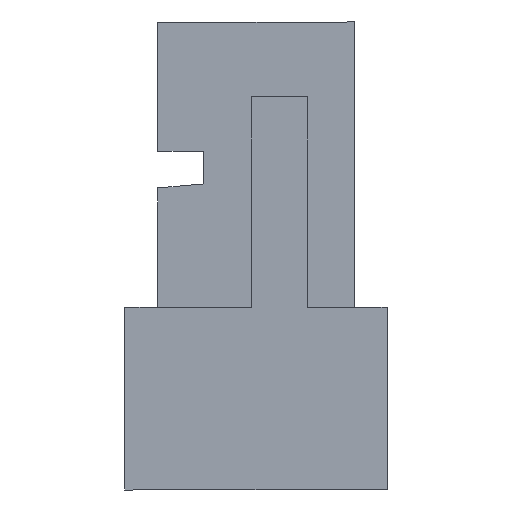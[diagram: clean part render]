
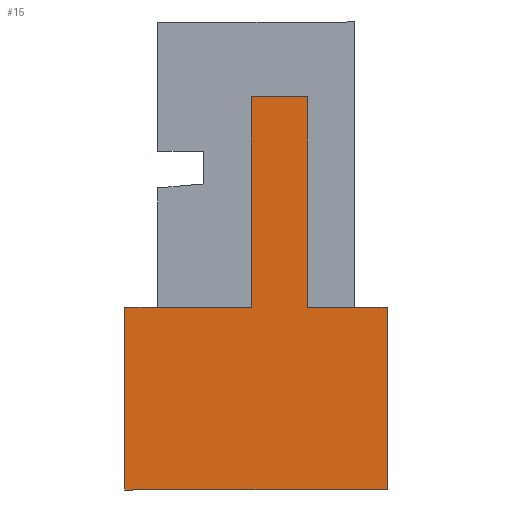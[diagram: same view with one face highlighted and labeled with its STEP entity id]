
A CAD part, left-side view. The second image highlights one B-rep face of the part: STEP entity #15.
In plain terms, the highlighted planar face has unit normal (-1, 0, 0).
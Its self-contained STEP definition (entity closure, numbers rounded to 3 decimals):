
#11 = EDGE_LOOP ( 'NONE', ( #320, #323, #326, #238, #241, #6658, #6659, #6655 ) ) ;
#12 = VERTEX_POINT ( 'NONE', #1632 ) ;
#15 = ADVANCED_FACE ( 'NONE', ( #1626 ), #1664, .F. ) ;
#237 = VERTEX_POINT ( 'NONE', #2265 ) ;
#238 = ORIENTED_EDGE ( 'NONE', *, *, #239, .T. ) ;
#239 = EDGE_CURVE ( 'NONE', #237, #240, #2264, .T. ) ;
#240 = VERTEX_POINT ( 'NONE', #2260 ) ;
#241 = ORIENTED_EDGE ( 'NONE', *, *, #242, .F. ) ;
#242 = EDGE_CURVE ( 'NONE', #243, #240, #2259, .T. ) ;
#243 = VERTEX_POINT ( 'NONE', #2255 ) ;
#320 = ORIENTED_EDGE ( 'NONE', *, *, #321, .F. ) ;
#321 = EDGE_CURVE ( 'NONE', #12, #322, #2399, .T. ) ;
#322 = VERTEX_POINT ( 'NONE', #2395 ) ;
#323 = ORIENTED_EDGE ( 'NONE', *, *, #324, .T. ) ;
#324 = EDGE_CURVE ( 'NONE', #12, #325, #2394, .T. ) ;
#325 = VERTEX_POINT ( 'NONE', #2390 ) ;
#326 = ORIENTED_EDGE ( 'NONE', *, *, #327, .T. ) ;
#327 = EDGE_CURVE ( 'NONE', #325, #237, #2389, .T. ) ;
#1626 = FACE_OUTER_BOUND ( 'NONE', #11, .T. ) ;
#1632 = CARTESIAN_POINT ( 'NONE',  ( -7., -3.05, 0.85 ) ) ;
#1659 = DIRECTION ( 'NONE',  ( 0., -1., 0. ) ) ;
#1660 = DIRECTION ( 'NONE',  ( 1., 0., 0. ) ) ;
#1661 = CARTESIAN_POINT ( 'NONE',  ( -7., -1.94, -1.1 ) ) ;
#1662 = AXIS2_PLACEMENT_3D ( 'NONE', #1661, #1660, #1659 ) ;
#1664 = PLANE ( 'NONE',  #1662 ) ;
#2255 = CARTESIAN_POINT ( 'NONE',  ( -7., -1.1, 0.85 ) ) ;
#2256 = DIRECTION ( 'NONE',  ( 0., -1., 0. ) ) ;
#2257 = VECTOR ( 'NONE', #2256, 1000. ) ;
#2258 = CARTESIAN_POINT ( 'NONE',  ( -7., -1.45, 0.85 ) ) ;
#2259 = LINE ( 'NONE', #2258, #2257 ) ;
#2260 = CARTESIAN_POINT ( 'NONE',  ( -7., -2.45, 0.85 ) ) ;
#2261 = DIRECTION ( 'NONE',  ( 0., 0., -1. ) ) ;
#2262 = VECTOR ( 'NONE', #2261, 1000. ) ;
#2263 = CARTESIAN_POINT ( 'NONE',  ( -7., -2.45, 3.1 ) ) ;
#2264 = LINE ( 'NONE', #2263, #2262 ) ;
#2265 = CARTESIAN_POINT ( 'NONE',  ( -7., -2.45, 3.1 ) ) ;
#2386 = DIRECTION ( 'NONE',  ( 0., 1., 0. ) ) ;
#2387 = VECTOR ( 'NONE', #2386, 1000. ) ;
#2388 = CARTESIAN_POINT ( 'NONE',  ( -7., -3.05, 3.1 ) ) ;
#2389 = LINE ( 'NONE', #2388, #2387 ) ;
#2390 = CARTESIAN_POINT ( 'NONE',  ( -7., -3.05, 3.1 ) ) ;
#2391 = DIRECTION ( 'NONE',  ( 0., 0., 1. ) ) ;
#2392 = VECTOR ( 'NONE', #2391, 1000. ) ;
#2393 = CARTESIAN_POINT ( 'NONE',  ( -7., -3.05, 0.85 ) ) ;
#2394 = LINE ( 'NONE', #2393, #2392 ) ;
#2395 = CARTESIAN_POINT ( 'NONE',  ( -7., -3.9, 0.85 ) ) ;
#2396 = DIRECTION ( 'NONE',  ( 0., -1., 0. ) ) ;
#2397 = VECTOR ( 'NONE', #2396, 1000. ) ;
#2398 = CARTESIAN_POINT ( 'NONE',  ( -7., -3.9, 0.85 ) ) ;
#2399 = LINE ( 'NONE', #2398, #2397 ) ;
#6537 = DIRECTION ( 'NONE',  ( 0., 0., 1. ) ) ;
#6538 = VECTOR ( 'NONE', #6537, 1000. ) ;
#6539 = CARTESIAN_POINT ( 'NONE',  ( -7., -1.1, 0.85 ) ) ;
#6540 = LINE ( 'NONE', #6539, #6538 ) ;
#6541 = CARTESIAN_POINT ( 'NONE',  ( -7., -1.1, -1.1 ) ) ;
#6542 = DIRECTION ( 'NONE',  ( 0., 1., 0. ) ) ;
#6543 = VECTOR ( 'NONE', #6542, 1000. ) ;
#6544 = CARTESIAN_POINT ( 'NONE',  ( -7., -1.1, -1.1 ) ) ;
#6545 = LINE ( 'NONE', #6544, #6543 ) ;
#6547 = CARTESIAN_POINT ( 'NONE',  ( -7., -3.9, -1.1 ) ) ;
#6548 = DIRECTION ( 'NONE',  ( 0., 0., -1. ) ) ;
#6549 = VECTOR ( 'NONE', #6548, 1000. ) ;
#6550 = CARTESIAN_POINT ( 'NONE',  ( -7., -3.9, -1.1 ) ) ;
#6551 = LINE ( 'NONE', #6550, #6549 ) ;
#6654 = EDGE_CURVE ( 'NONE', #322, #6656, #6551, .T. ) ;
#6655 = ORIENTED_EDGE ( 'NONE', *, *, #6654, .F. ) ;
#6656 = VERTEX_POINT ( 'NONE', #6547 ) ;
#6658 = ORIENTED_EDGE ( 'NONE', *, *, #6662, .F. ) ;
#6659 = ORIENTED_EDGE ( 'NONE', *, *, #6660, .F. ) ;
#6660 = EDGE_CURVE ( 'NONE', #6656, #6661, #6545, .T. ) ;
#6661 = VERTEX_POINT ( 'NONE', #6541 ) ;
#6662 = EDGE_CURVE ( 'NONE', #6661, #243, #6540, .T. ) ;
